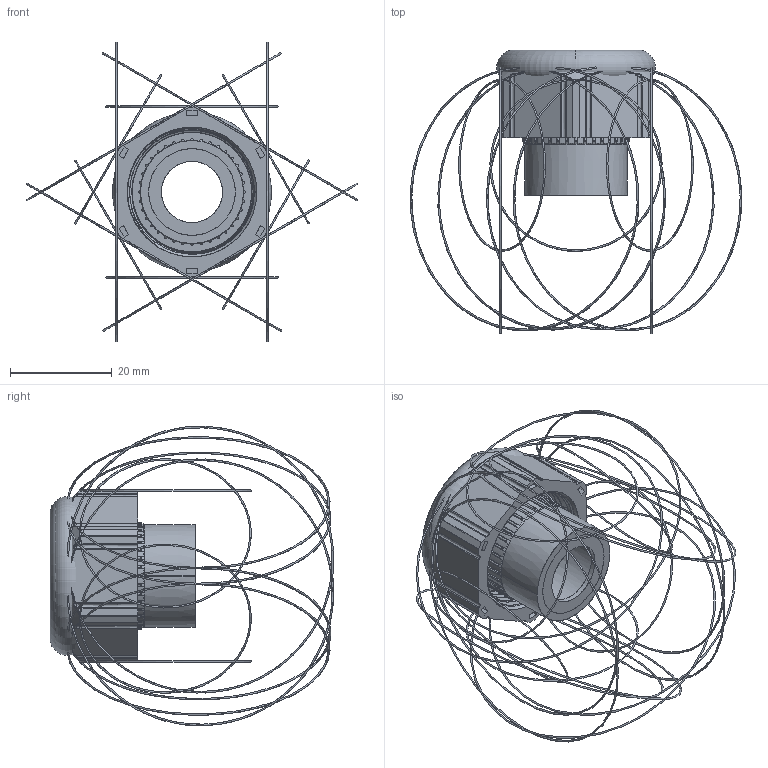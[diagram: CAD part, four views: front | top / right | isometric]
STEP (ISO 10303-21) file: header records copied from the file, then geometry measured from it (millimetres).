
FILE_DESCRIPTION((''),'2;1');
FILE_NAME('WNAPCM25_46','2017-03-09T',('wl.kang'),(''),'PRO/ENGINEER BY PARAMETRIC TECHNOLOGY CORPORATION, 2012480','PRO/ENGINEER BY PARAMETRIC TECHNOLOGY CORPORATION, 2012480','');
FILE_SCHEMA(('AUTOMOTIVE_DESIGN { 1 0 10303 214 1 1 1 1 }'));
Products named in the file (1): WNAPCM25_46
Bounding box: 65.05 x 55.67 x 58.87 mm (x, y, z)
Surface area: 16076.7 mm2 (no closed solid volume)
Topology: 0 solids, 0 shells, 388 faces, 2123 edges, 2095 vertices
Faces by surface type: bspline 360, torus 28
Entity records: 58427 total; most frequent: CARTESIAN_POINT 29437, DIRECTION 2808, PRESENTATION_STYLE_ASSIGNMENT 2527, STYLED_ITEM 2455, TRIMMED_CURVE 2413, VECTOR 2074, LINE 2074, CURVE_STYLE 2067
